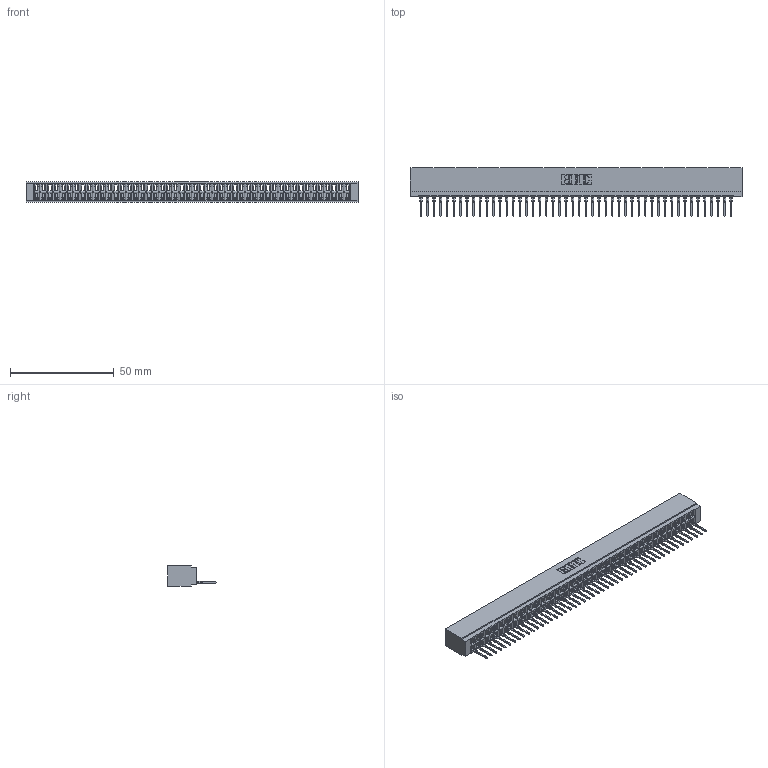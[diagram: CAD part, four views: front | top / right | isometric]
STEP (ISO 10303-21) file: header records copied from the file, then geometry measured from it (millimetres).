
FILE_DESCRIPTION (( 'STEP AP203' ), '1' );
FILE_NAME ('726-048-527-101.STEP', '2020-05-28T08:00:55', ( '' ), ( '' ), 'SwSTEP 2.0', 'SolidWorks 2020', '' );
FILE_SCHEMA (( 'CONFIG_CONTROL_DESIGN' ));
Length unit declared in the file: inch
Products named in the file (3): 726-048-527-101; 726 Part_.515 Slot Depth - 01; 746-292-001_527
Assembly tree (49 placements, depth 2):
  726-048-527-101
    726 Part_.515 Slot Depth - 01
    746-292-001_527  x48
Bounding box: 159.64 x 23.48 x 9.91 mm (x, y, z)
Volume: 14265.8 mm3; surface area: 22133.2 mm2
Topology: 49 solids, 49 shells, 5281 faces, 14999 edges, 9631 vertices
Faces by surface type: plane 3079, bspline 960, cylinder 954, torus 288
Entity records: 71691 total; most frequent: CARTESIAN_POINT 14457, ORIENTED_EDGE 12608, DIRECTION 10420, EDGE_CURVE 6304, VECTOR 5640, LINE 5640, VERTEX_POINT 4179, AXIS2_PLACEMENT_3D 2390
